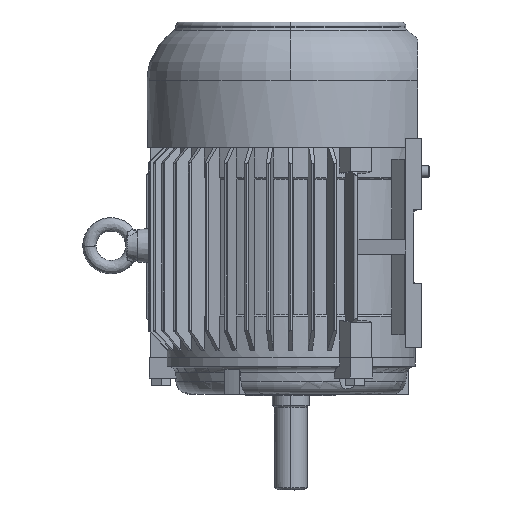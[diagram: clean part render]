
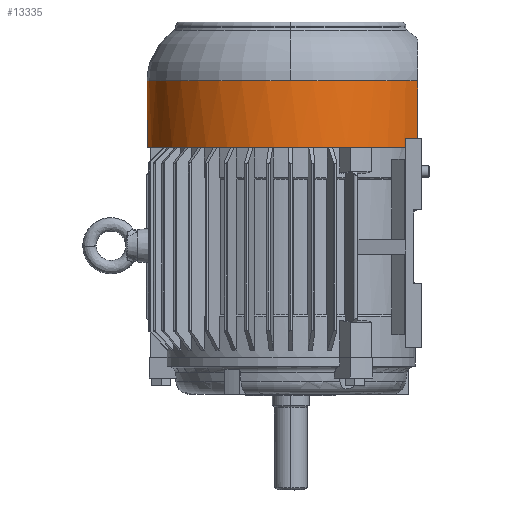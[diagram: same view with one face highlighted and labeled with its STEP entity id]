
A CAD part, left-side view. The second image highlights one B-rep face of the part: STEP entity #13335.
In plain terms, the highlighted cylindrical face has radius 97.5 mm (diameter 195 mm), a partial arc.
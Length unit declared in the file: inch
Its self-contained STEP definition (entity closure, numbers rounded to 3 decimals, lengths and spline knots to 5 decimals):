
#480 = EDGE_CURVE ( 'NONE', #5634, #36926, #20140, .T. ) ;
#1620 = DIRECTION ( 'NONE',  ( 0., 0., -1. ) ) ;
#2342 = EDGE_CURVE ( 'NONE', #10060, #54126, #20758, .T. ) ;
#4106 = VECTOR ( 'NONE', #22379, 39.37008 ) ;
#5135 = CARTESIAN_POINT ( 'NONE',  ( 0., 0., 1.4772 ) ) ;
#5634 = VERTEX_POINT ( 'NONE', #18099 ) ;
#7517 = EDGE_LOOP ( 'NONE', ( #50377, #50329, #52345, #23880, #47062, #38901 ) ) ;
#7824 = DIRECTION ( 'NONE',  ( 0., -1., 0. ) ) ;
#8887 = FACE_OUTER_BOUND ( 'NONE', #7517, .T. ) ;
#9442 = VECTOR ( 'NONE', #21698, 39.37008 ) ;
#9803 = EDGE_CURVE ( 'NONE', #52726, #10060, #29166, .T. ) ;
#10060 = VERTEX_POINT ( 'NONE', #51926 ) ;
#13009 = CARTESIAN_POINT ( 'NONE',  ( 1.80856, -3.38583, 1.4772 ) ) ;
#13335 = ADVANCED_FACE ( 'NONE', ( #8887 ), #20619, .T. ) ;
#13747 = DIRECTION ( 'NONE',  ( 0., 0., -1. ) ) ;
#17497 = EDGE_CURVE ( 'NONE', #5634, #24455, #36442, .T. ) ;
#17557 = CARTESIAN_POINT ( 'NONE',  ( -1.80856, -3.38583, 2.99295 ) ) ;
#18099 = CARTESIAN_POINT ( 'NONE',  ( -1.80856, -3.38583, -0.29457 ) ) ;
#20140 = CIRCLE ( 'NONE', #41736, 3.83858 ) ;
#20619 = CYLINDRICAL_SURFACE ( 'NONE', #26617, 3.83858 ) ;
#20758 = CIRCLE ( 'NONE', #53920, 3.83858 ) ;
#21698 = DIRECTION ( 'NONE',  ( 0., 0., -1. ) ) ;
#21950 = DIRECTION ( 'NONE',  ( 0., -1., 0. ) ) ;
#22379 = DIRECTION ( 'NONE',  ( 0., 0., 1. ) ) ;
#22471 = DIRECTION ( 'NONE',  ( 0., 0., -1. ) ) ;
#23880 = ORIENTED_EDGE ( 'NONE', *, *, #45471, .T. ) ;
#24455 = VERTEX_POINT ( 'NONE', #34230 ) ;
#26617 = AXIS2_PLACEMENT_3D ( 'NONE', #43261, #47473, #7824 ) ;
#27268 = DIRECTION ( 'NONE',  ( 0., -1., 0. ) ) ;
#29166 = CIRCLE ( 'NONE', #34325, 3.83858 ) ;
#30378 = CARTESIAN_POINT ( 'NONE',  ( 0., 0., 1.4772 ) ) ;
#30659 = DIRECTION ( 'NONE',  ( 0., -1., 0. ) ) ;
#34230 = CARTESIAN_POINT ( 'NONE',  ( -1.80856, -3.38583, 1.4772 ) ) ;
#34325 = AXIS2_PLACEMENT_3D ( 'NONE', #54280, #1620, #45256 ) ;
#36442 = LINE ( 'NONE', #17557, #4106 ) ;
#36926 = VERTEX_POINT ( 'NONE', #37232 ) ;
#37232 = CARTESIAN_POINT ( 'NONE',  ( 1.80856, -3.38583, -0.29457 ) ) ;
#38901 = ORIENTED_EDGE ( 'NONE', *, *, #17497, .T. ) ;
#40089 = CARTESIAN_POINT ( 'NONE',  ( 0., 0., -0.29457 ) ) ;
#41139 = LINE ( 'NONE', #48773, #9442 ) ;
#41736 = AXIS2_PLACEMENT_3D ( 'NONE', #40089, #13747, #30659 ) ;
#43261 = CARTESIAN_POINT ( 'NONE',  ( 0., 0., 2.99295 ) ) ;
#45256 = DIRECTION ( 'NONE',  ( 0., -1., 0. ) ) ;
#45471 = EDGE_CURVE ( 'NONE', #54126, #36926, #41139, .T. ) ;
#47062 = ORIENTED_EDGE ( 'NONE', *, *, #480, .F. ) ;
#47473 = DIRECTION ( 'NONE',  ( 0., 0., 1. ) ) ;
#47771 = EDGE_CURVE ( 'NONE', #24455, #52726, #51188, .T. ) ;
#47893 = DIRECTION ( 'NONE',  ( 0., 0., -1. ) ) ;
#48773 = CARTESIAN_POINT ( 'NONE',  ( 1.80856, -3.38583, 2.99295 ) ) ;
#50329 = ORIENTED_EDGE ( 'NONE', *, *, #9803, .T. ) ;
#50377 = ORIENTED_EDGE ( 'NONE', *, *, #47771, .T. ) ;
#51188 = CIRCLE ( 'NONE', #54794, 3.83858 ) ;
#51197 = CARTESIAN_POINT ( 'NONE',  ( -3.83858, 0., 1.4772 ) ) ;
#51926 = CARTESIAN_POINT ( 'NONE',  ( 3.83858, 0., 1.4772 ) ) ;
#52345 = ORIENTED_EDGE ( 'NONE', *, *, #2342, .T. ) ;
#52726 = VERTEX_POINT ( 'NONE', #51197 ) ;
#53920 = AXIS2_PLACEMENT_3D ( 'NONE', #30378, #47893, #21950 ) ;
#54126 = VERTEX_POINT ( 'NONE', #13009 ) ;
#54280 = CARTESIAN_POINT ( 'NONE',  ( 0., 0., 1.4772 ) ) ;
#54794 = AXIS2_PLACEMENT_3D ( 'NONE', #5135, #22471, #27268 ) ;
